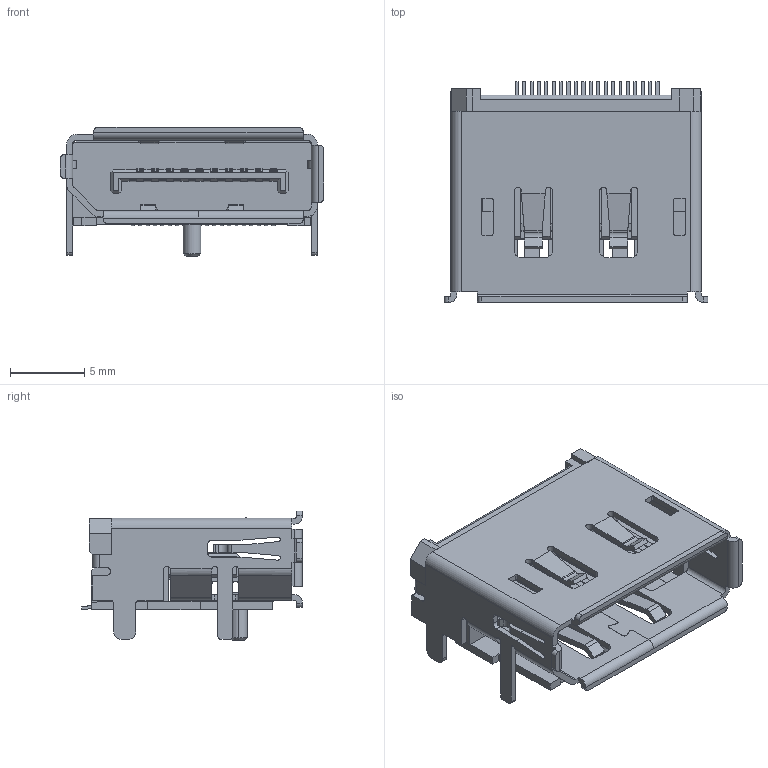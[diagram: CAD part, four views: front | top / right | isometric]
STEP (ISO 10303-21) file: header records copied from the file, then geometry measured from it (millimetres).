
FILE_DESCRIPTION((''),'2;1');
FILE_NAME('MOLEX_47272-0001.stp','2015-02-05T15:27:24',(''),(''),'Mechanical Desktop 2011','Mechanical Desktop 2011',', , ');
FILE_SCHEMA(('AUTOMOTIVE_DESIGN { 1 2 10303 214 1 1 1 1 }'));
Length unit declared in the file: millimetre
Products named in the file (1): Product
Bounding box: 17.79 x 14.89 x 8.75 mm (x, y, z)
Volume: 664.6 mm3; surface area: 2198.8 mm2
Topology: 64 solids, 64 shells, 1164 faces, 3101 edges, 2059 vertices
Faces by surface type: plane 907, cylinder 249, bspline 6, cone 2
Entity records: 36070 total; most frequent: CARTESIAN_POINT 6483, ORIENTED_EDGE 6202, DIRECTION 5928, EDGE_CURVE 3101, VECTOR 2584, LINE 2584, VERTEX_POINT 2059, AXIS2_PLACEMENT_3D 1672
